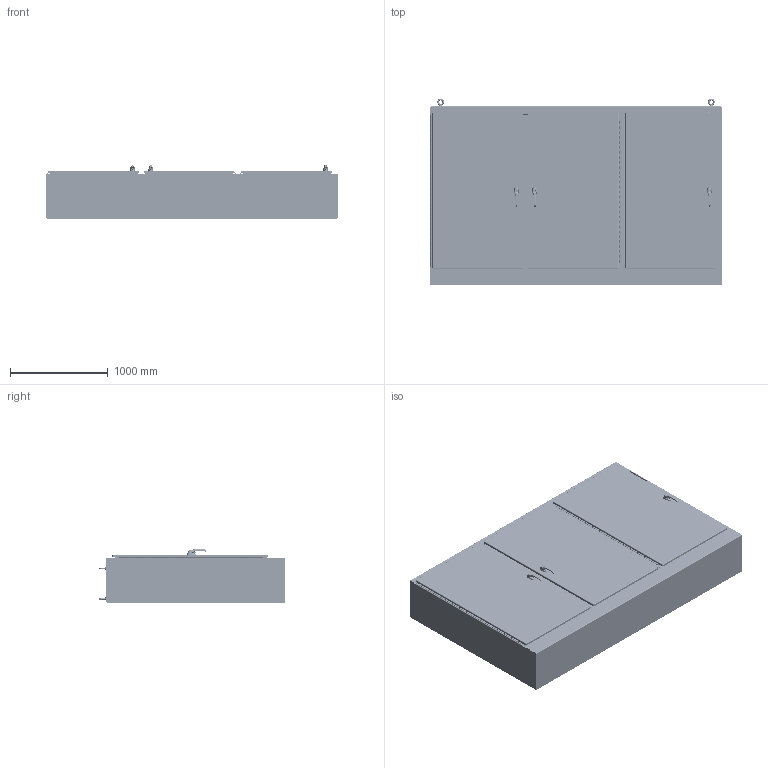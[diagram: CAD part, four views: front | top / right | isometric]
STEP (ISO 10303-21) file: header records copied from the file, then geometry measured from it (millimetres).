
FILE_DESCRIPTION(/* description */ (''),/* implementation_level */ '2;1');
FILE_NAME(/* name */ 'WA72XM3EW18U.stp',/* time_stamp */ '2015-07-22T22:27:36+06:00',/* author */ ('schinnathambi'),/* organization */ (''),/* preprocessor_version */ 'ST-DEVELOPER v15.2',/* originating_system */ 'Autodesk Inventor 2014',/* authorisation */ '');
FILE_SCHEMA (('AUTOMOTIVE_DESIGN { 1 0 10303 214 3 1 1 }'));
Products named in the file (131): WAXM3EW18U_TOP; HFW3025; 316298; 349132; 3067; FUN00129_WAM3EWU; 34917SP; Compress Spring11; Compress Spring1; 34917; 37216; 30364; 30332S; 3881; 30332; 34920; HFW332013; HFW332008S; HFW332008; HFW332012; HFW332017; HFW388167; HFW332019; HFW332020S; HFW332020; 34929; 3905; HFW3762; HFW332002; 30233; 34932; HFW332001-1; HFW332001-2; HFW332001; HFW12085_56.00(_DQ); WAXM3EW18U; HFW332018S; HFW332016; HFW332018; WA72XM_MULTI_SOLID_MULLION ...
Bounding box: 2984.5 x 1911.27 x 548.73 mm (x, y, z)
Volume: 73282528.6 mm3; surface area: 46077862.4 mm2
Topology: 334 solids, 334 shells, 12539 faces, 30836 edges, 19002 vertices
Faces by surface type: plane 5742, cylinder 4036, bspline 899, torus 858, cone 698, sphere 306
Full cylindrical faces by diameter (mm): 1.587 x2, 2 x1, 2.2 x1, 2.5 x3, 3 x6, 3.048 x3, 3.1 x6, 3.15 x3, 3.175 x2, 3.5 x3, 3.607 x3, 3.9 x3, 3.962 x6, 4 x1, 4.2 x6, 4.5 x6, 4.762 x1, 4.825 x50, 4.978 x13, 5 x10, 5.08 x12, 5.105 x1, 5.156 x8, 5.2 x1, 5.4 x9, 5.69 x12, 6 x9, 6.128 x6, 6.172 x6, 6.337 x18
Entity records: 189758 total; most frequent: CARTESIAN_POINT 83202, DIRECTION 22116, ORIENTED_EDGE 20890, EDGE_CURVE 10416, AXIS2_PLACEMENT_3D 8282, VERTEX_POINT 6623, LINE 5552, VECTOR 5552
